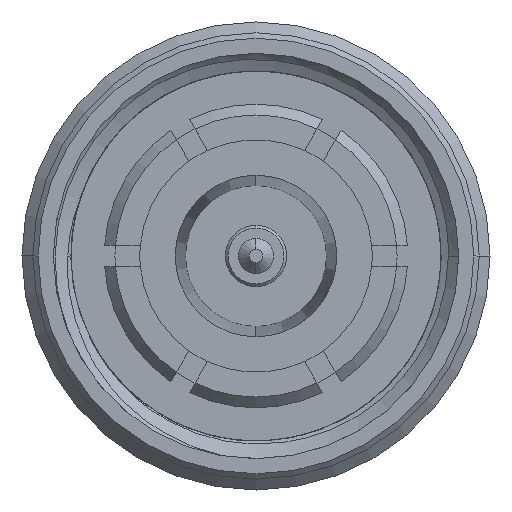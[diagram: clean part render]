
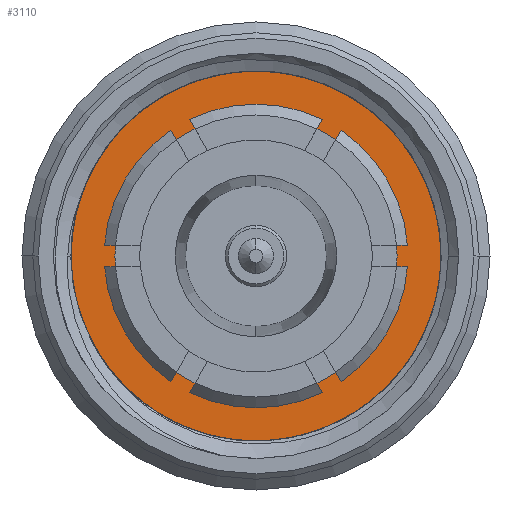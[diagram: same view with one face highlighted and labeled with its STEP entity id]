
A CAD part, left-side view. The second image highlights one B-rep face of the part: STEP entity #3110.
In plain terms, the highlighted planar face has unit normal (-1, 0, 0).
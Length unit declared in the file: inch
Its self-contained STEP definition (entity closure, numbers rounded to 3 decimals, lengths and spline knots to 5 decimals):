
#89 = VERTEX_POINT ( 'NONE', #826 ) ;
#122 = DIRECTION ( 'NONE',  ( 0., 1., 0. ) ) ;
#219 = EDGE_CURVE ( 'NONE', #89, #4070, #2375, .T. ) ;
#263 = DIRECTION ( 'NONE',  ( -1., 0., 0. ) ) ;
#461 = EDGE_LOOP ( 'NONE', ( #3404, #1034 ) ) ;
#535 = DIRECTION ( 'NONE',  ( 0., 1., 0. ) ) ;
#602 = VERTEX_POINT ( 'NONE', #4851 ) ;
#728 = CARTESIAN_POINT ( 'NONE',  ( 0.5, 0., 0. ) ) ;
#765 = CARTESIAN_POINT ( 'NONE',  ( 0.5, -0.375, 0. ) ) ;
#826 = CARTESIAN_POINT ( 'NONE',  ( 0.5, -0.261, 0. ) ) ;
#1034 = ORIENTED_EDGE ( 'NONE', *, *, #219, .T. ) ;
#1166 = AXIS2_PLACEMENT_3D ( 'NONE', #4192, #263, #1766 ) ;
#1273 = DIRECTION ( 'NONE',  ( -1., 0., 0. ) ) ;
#1356 = EDGE_LOOP ( 'NONE', ( #5231, #5099 ) ) ;
#1373 = AXIS2_PLACEMENT_3D ( 'NONE', #728, #1273, #2696 ) ;
#1449 = CARTESIAN_POINT ( 'NONE',  ( 0.5, 0., 0. ) ) ;
#1538 = DIRECTION ( 'NONE',  ( 1., 0., 0. ) ) ;
#1756 = AXIS2_PLACEMENT_3D ( 'NONE', #3991, #4925, #535 ) ;
#1766 = DIRECTION ( 'NONE',  ( 0., -1., 0. ) ) ;
#1785 = FACE_OUTER_BOUND ( 'NONE', #1356, .T. ) ;
#2266 = FACE_BOUND ( 'NONE', #461, .T. ) ;
#2331 = CARTESIAN_POINT ( 'NONE',  ( 0.5, 0.261, 0. ) ) ;
#2375 = CIRCLE ( 'NONE', #1756, 0.261 ) ;
#2541 = EDGE_CURVE ( 'NONE', #602, #6034, #3121, .T. ) ;
#2696 = DIRECTION ( 'NONE',  ( 0., 0., 1. ) ) ;
#2869 = CIRCLE ( 'NONE', #5350, 0.375 ) ;
#2928 = DIRECTION ( 'NONE',  ( 0., -1., 0. ) ) ;
#3110 = ADVANCED_FACE ( 'NONE', ( #2266, #1785 ), #5641, .T. ) ;
#3121 = CIRCLE ( 'NONE', #1166, 0.375 ) ;
#3178 = CIRCLE ( 'NONE', #4309, 0.261 ) ;
#3404 = ORIENTED_EDGE ( 'NONE', *, *, #4862, .T. ) ;
#3417 = DIRECTION ( 'NONE',  ( -1., 0., 0. ) ) ;
#3991 = CARTESIAN_POINT ( 'NONE',  ( 0.5, 0., 0. ) ) ;
#3992 = CARTESIAN_POINT ( 'NONE',  ( 0.5, 0., 0. ) ) ;
#4070 = VERTEX_POINT ( 'NONE', #2331 ) ;
#4192 = CARTESIAN_POINT ( 'NONE',  ( 0.5, 0., 0. ) ) ;
#4309 = AXIS2_PLACEMENT_3D ( 'NONE', #3992, #1538, #122 ) ;
#4851 = CARTESIAN_POINT ( 'NONE',  ( 0.5, 0.375, 0. ) ) ;
#4862 = EDGE_CURVE ( 'NONE', #4070, #89, #3178, .T. ) ;
#4925 = DIRECTION ( 'NONE',  ( 1., 0., 0. ) ) ;
#5099 = ORIENTED_EDGE ( 'NONE', *, *, #2541, .T. ) ;
#5231 = ORIENTED_EDGE ( 'NONE', *, *, #5821, .T. ) ;
#5350 = AXIS2_PLACEMENT_3D ( 'NONE', #1449, #3417, #2928 ) ;
#5641 = PLANE ( 'NONE',  #1373 ) ;
#5821 = EDGE_CURVE ( 'NONE', #6034, #602, #2869, .T. ) ;
#6034 = VERTEX_POINT ( 'NONE', #765 ) ;
